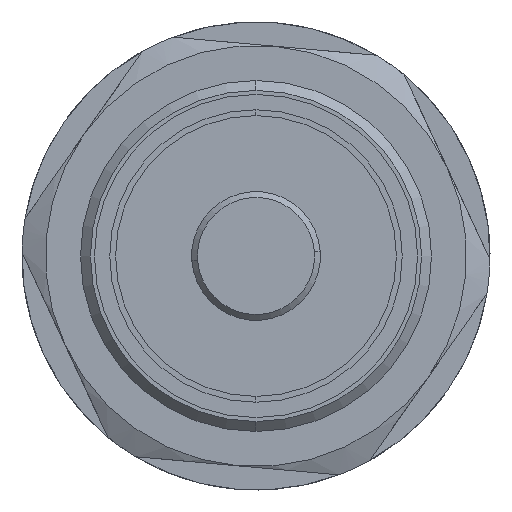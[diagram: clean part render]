
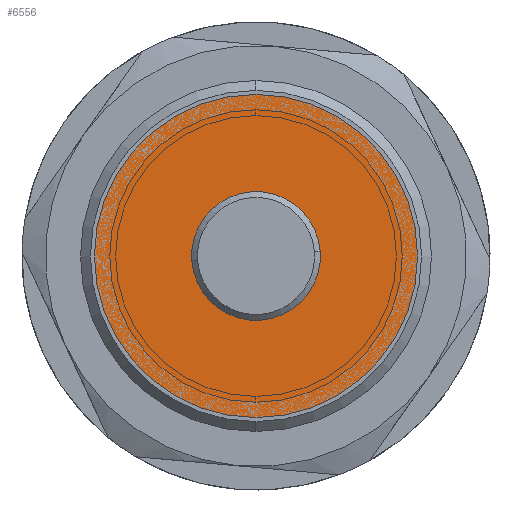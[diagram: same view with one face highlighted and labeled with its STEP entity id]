
A CAD part, left-side view. The second image highlights one B-rep face of the part: STEP entity #6556.
In plain terms, the highlighted planar face has unit normal (-1, 0, 0).
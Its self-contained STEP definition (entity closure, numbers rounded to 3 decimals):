
#6448 = VERTEX_POINT ( 'NONE', #10560 ) ;
#6550 = EDGE_CURVE ( 'NONE', #6551, #6448, #10476, .T. ) ;
#6551 = VERTEX_POINT ( 'NONE', #10471 ) ;
#6555 = EDGE_CURVE ( 'NONE', #6448, #6551, #10784, .T. ) ;
#6556 = ADVANCED_FACE ( 'NONE', ( #10779 ), #10778, .F. ) ;
#6557 = EDGE_LOOP ( 'NONE', ( #6558, #6559 ) ) ;
#6558 = ORIENTED_EDGE ( 'NONE', *, *, #6550, .T. ) ;
#6559 = ORIENTED_EDGE ( 'NONE', *, *, #6555, .T. ) ;
#10471 = CARTESIAN_POINT ( 'NONE',  ( 0., 0., 13.808 ) ) ;
#10472 = DIRECTION ( 'NONE',  ( 0., 0., 1. ) ) ;
#10473 = DIRECTION ( 'NONE',  ( -1., 0., 0. ) ) ;
#10474 = CARTESIAN_POINT ( 'NONE',  ( 0., 0., 0. ) ) ;
#10475 = AXIS2_PLACEMENT_3D ( 'NONE', #10474, #10473, #10472 ) ;
#10476 = CIRCLE ( 'NONE', #10475, 13.808 ) ;
#10560 = CARTESIAN_POINT ( 'NONE',  ( 0., 0., -13.808 ) ) ;
#10774 = DIRECTION ( 'NONE',  ( 0., 0., -1. ) ) ;
#10775 = DIRECTION ( 'NONE',  ( 1., 0., 0. ) ) ;
#10776 = CARTESIAN_POINT ( 'NONE',  ( 0., 13.808, 0. ) ) ;
#10777 = AXIS2_PLACEMENT_3D ( 'NONE', #10776, #10775, #10774 ) ;
#10778 = PLANE ( 'NONE',  #10777 ) ;
#10779 = FACE_OUTER_BOUND ( 'NONE', #6557, .T. ) ;
#10780 = DIRECTION ( 'NONE',  ( 0., 0., 1. ) ) ;
#10781 = DIRECTION ( 'NONE',  ( -1., 0., 0. ) ) ;
#10782 = CARTESIAN_POINT ( 'NONE',  ( 0., 0., 0. ) ) ;
#10783 = AXIS2_PLACEMENT_3D ( 'NONE', #10782, #10781, #10780 ) ;
#10784 = CIRCLE ( 'NONE', #10783, 13.808 ) ;
